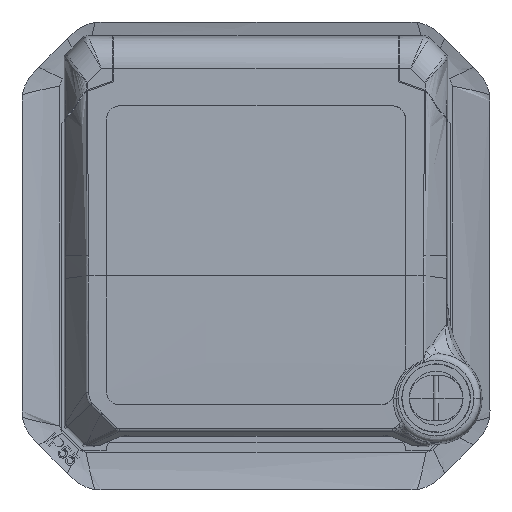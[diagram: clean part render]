
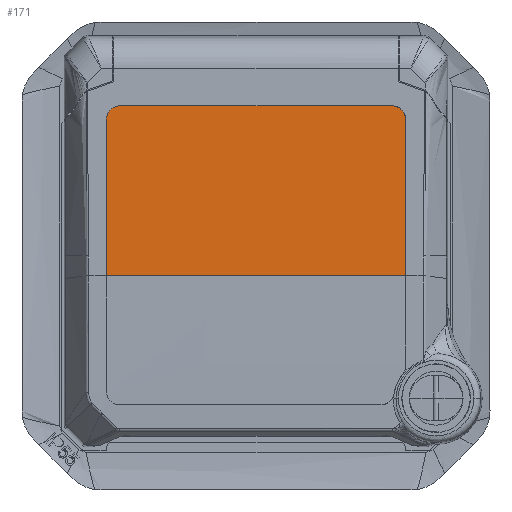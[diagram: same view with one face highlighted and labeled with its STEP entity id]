
A CAD part, top view. The second image highlights one B-rep face of the part: STEP entity #171.
In plain terms, the highlighted planar face has unit normal (0, -0.005, -1).
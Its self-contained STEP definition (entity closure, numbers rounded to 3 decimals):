
#122=AXIS2_PLACEMENT_3D('Plane Axis2P3D',#119,#120,#121) ;
#45=CARTESIAN_POINT('Vertex',(22.5,-3.,13.038)) ;
#100=CARTESIAN_POINT('Vertex',(-22.5,-3.,13.038)) ;
#103=CARTESIAN_POINT('Line Origine',(0.,-3.,13.038)) ;
#119=CARTESIAN_POINT('Axis2P3D Location',(0.,-3.,13.038)) ;
#124=CARTESIAN_POINT('Line Origine',(0.,22.572,12.919)) ;
#128=CARTESIAN_POINT('Vertex',(-20.5,22.572,12.919)) ;
#130=CARTESIAN_POINT('Vertex',(20.5,22.572,12.919)) ;
#134=CARTESIAN_POINT('Control Point',(22.5,20.572,12.929)) ;
#135=CARTESIAN_POINT('Control Point',(22.5,21.2,12.926)) ;
#136=CARTESIAN_POINT('Control Point',(22.254,21.829,12.923)) ;
#137=CARTESIAN_POINT('Control Point',(21.757,22.326,12.92)) ;
#138=CARTESIAN_POINT('Control Point',(21.128,22.572,12.919)) ;
#139=CARTESIAN_POINT('Control Point',(20.5,22.572,12.919)) ;
#140=CARTESIAN_POINT('Vertex',(22.5,20.572,12.93)) ;
#143=CARTESIAN_POINT('Line Origine',(22.5,9.786,12.979)) ;
#148=CARTESIAN_POINT('Line Origine',(-22.5,9.786,12.979)) ;
#152=CARTESIAN_POINT('Vertex',(-22.5,20.572,12.93)) ;
#156=CARTESIAN_POINT('Control Point',(-20.5,22.572,12.919)) ;
#157=CARTESIAN_POINT('Control Point',(-21.128,22.572,12.919)) ;
#158=CARTESIAN_POINT('Control Point',(-21.757,22.326,12.92)) ;
#159=CARTESIAN_POINT('Control Point',(-22.254,21.829,12.923)) ;
#160=CARTESIAN_POINT('Control Point',(-22.5,21.2,12.926)) ;
#161=CARTESIAN_POINT('Control Point',(-22.5,20.572,12.929)) ;
#104=DIRECTION('Vector Direction',(1.,0.,0.)) ;
#120=DIRECTION('Axis2P3D Direction',(0.,-0.005,-1.)) ;
#121=DIRECTION('Axis2P3D XDirection',(0.,1.,-0.005)) ;
#125=DIRECTION('Vector Direction',(1.,0.,0.)) ;
#144=DIRECTION('Vector Direction',(0.,1.,-0.005)) ;
#149=DIRECTION('Vector Direction',(0.,1.,-0.005)) ;
#105=VECTOR('Line Direction',#104,1.) ;
#126=VECTOR('Line Direction',#125,1.) ;
#145=VECTOR('Line Direction',#144,1.) ;
#150=VECTOR('Line Direction',#149,1.) ;
#164=ORIENTED_EDGE('',*,*,#132,.T.) ;
#165=ORIENTED_EDGE('',*,*,#142,.F.) ;
#166=ORIENTED_EDGE('',*,*,#147,.F.) ;
#167=ORIENTED_EDGE('',*,*,#107,.F.) ;
#168=ORIENTED_EDGE('',*,*,#154,.F.) ;
#169=ORIENTED_EDGE('',*,*,#162,.F.) ;
#171=ADVANCED_FACE('Surface.1',(#170),#123,.T.) ;
#133=B_SPLINE_CURVE_WITH_KNOTS('',5,(#134,#135,#136,#137,#138,#139),.UNSPECIFIED.,.F.,.U.,(6,6),(0.,5.441),.UNSPECIFIED.) ;
#155=B_SPLINE_CURVE_WITH_KNOTS('',5,(#156,#157,#158,#159,#160,#161),.UNSPECIFIED.,.F.,.U.,(6,6),(0.,5.441),.UNSPECIFIED.) ;
#107=EDGE_CURVE('',#101,#46,#106,.T.) ;
#132=EDGE_CURVE('',#129,#131,#127,.T.) ;
#142=EDGE_CURVE('',#141,#131,#133,.T.) ;
#147=EDGE_CURVE('',#46,#141,#146,.T.) ;
#154=EDGE_CURVE('',#153,#101,#151,.F.) ;
#162=EDGE_CURVE('',#129,#153,#155,.T.) ;
#163=EDGE_LOOP('',(#164,#165,#166,#167,#168,#169)) ;
#170=FACE_OUTER_BOUND('',#163,.T.) ;
#106=LINE('Line',#103,#105) ;
#127=LINE('Line',#124,#126) ;
#146=LINE('Line',#143,#145) ;
#151=LINE('Line',#148,#150) ;
#123=PLANE('',#122) ;
#46=VERTEX_POINT('',#45) ;
#101=VERTEX_POINT('',#100) ;
#129=VERTEX_POINT('',#128) ;
#131=VERTEX_POINT('',#130) ;
#141=VERTEX_POINT('',#140) ;
#153=VERTEX_POINT('',#152) ;
